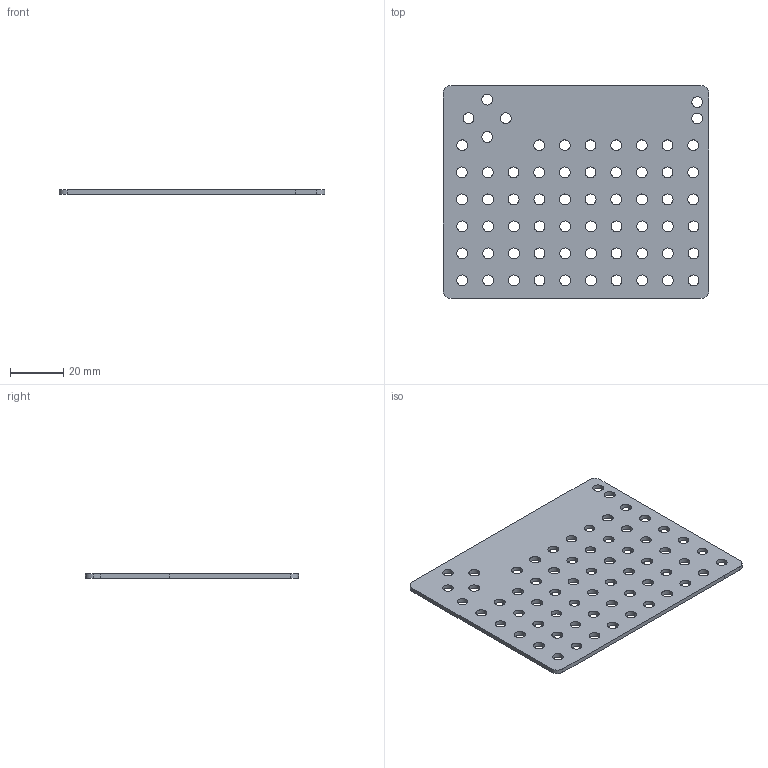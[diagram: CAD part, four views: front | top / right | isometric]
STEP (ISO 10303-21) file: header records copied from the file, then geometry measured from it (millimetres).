
FILE_DESCRIPTION(('KiCad electronic assembly'),'2;1');
FILE_NAME('v2_keyboard_cover.step','2025-08-16T13:09:17',('Pcbnew'),( 'Kicad'),'Open CASCADE STEP processor 7.8','KiCad to STEP converter' ,'Unknown');
FILE_SCHEMA(('AUTOMOTIVE_DESIGN { 1 0 10303 214 1 1 1 1 }'));
Length unit declared in the file: millimetre
Products named in the file (2): v2_keyboard_cover 1; v2_keyboard_cover_PCB
Assembly tree (1 placements, depth 2):
  v2_keyboard_cover 1
    v2_keyboard_cover_PCB
Bounding box: 100 x 80.13 x 1.6 mm (x, y, z)
Volume: 11479.7 mm3; surface area: 16225.2 mm2
Topology: 1 solids, 1 shells, 80 faces, 234 edges, 156 vertices
Faces by surface type: cylinder 68, plane 12
Full cylindrical faces by diameter (mm): 4.064 x64
Entity records: 3027 total; most frequent: DIRECTION 534, CARTESIAN_POINT 472, ORIENTED_EDGE 468, EDGE_CURVE 234, AXIS2_PLACEMENT_3D 218, FACE_BOUND 208, EDGE_LOOP 208, VERTEX_POINT 156
